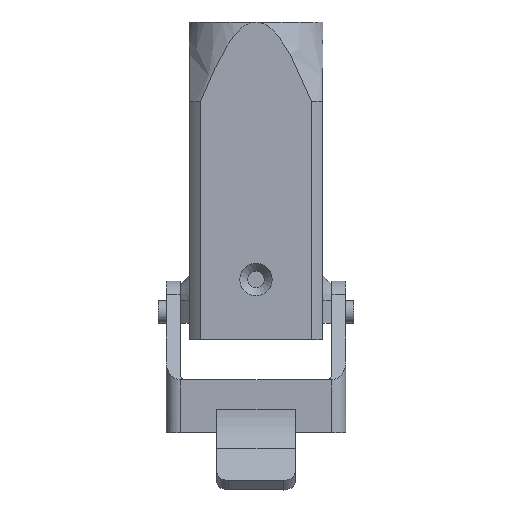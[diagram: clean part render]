
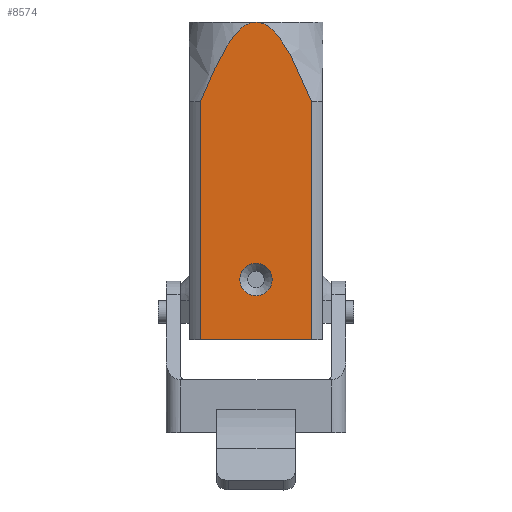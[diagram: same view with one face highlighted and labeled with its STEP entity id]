
A CAD part, left-side view. The second image highlights one B-rep face of the part: STEP entity #8574.
In plain terms, the highlighted planar face has unit normal (-1, 0, 0).
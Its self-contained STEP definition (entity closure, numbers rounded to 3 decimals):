
#1584=CARTESIAN_POINT('',(-12.,0.,57.0));
#1585=VERTEX_POINT('',#1584);
#1593=CARTESIAN_POINT('',(-12.,-9.968,42.7));
#1594=VERTEX_POINT('',#1593);
#1595=CARTESIAN_POINT('',(-12.,-23.741,-1.));
#1596=CARTESIAN_POINT('',(-12.,0.,83.164));
#1597=CARTESIAN_POINT('',(-12.,23.741,-1.));
#1605=(BOUNDED_CURVE()B_SPLINE_CURVE(2,(#1595,#1596,#1597),.UNSPECIFIED.,.F.,.U.)B_SPLINE_CURVE_WITH_KNOTS((3,3),(0.0,12.534),.UNSPECIFIED.)CURVE()GEOMETRIC_REPRESENTATION_ITEM()RATIONAL_B_SPLINE_CURVE((1.0,2.217,1.0))REPRESENTATION_ITEM(''));
#1606=EDGE_CURVE('',#1594,#1585,#1605,.T.);
#8478=CARTESIAN_POINT('',(-12.,0.,7.9));
#8479=VERTEX_POINT('',#8478);
#8480=CARTESIAN_POINT('',(-12.,0.,10.8));
#8481=DIRECTION('',(1.0,0.0,0.0));
#8482=DIRECTION('',(0.0,0.0,-1.0));
#8483=AXIS2_PLACEMENT_3D('',#8480,#8481,#8482);
#8484=CIRCLE('',#8483,2.9);
#8485=EDGE_CURVE('',#8479,#8479,#8484,.T.);
#8508=CARTESIAN_POINT('',(-12.,9.968,0.));
#8509=VERTEX_POINT('',#8508);
#8517=CARTESIAN_POINT('',(-12.,9.968,42.7));
#8518=VERTEX_POINT('',#8517);
#8519=CARTESIAN_POINT('',(-12.,9.968,42.7));
#8520=DIRECTION('',(0.0,0.0,-1.0));
#8521=VECTOR('',#8520,42.7);
#8522=LINE('',#8519,#8521);
#8523=EDGE_CURVE('',#8518,#8509,#8522,.T.);
#8535=CARTESIAN_POINT('',(-12.,-12.,57.0));
#8536=DIRECTION('',(-1.0,0.0,0.0));
#8537=DIRECTION('',(0.0,0.0,1.0));
#8538=AXIS2_PLACEMENT_3D('',#8535,#8536,#8537);
#8539=PLANE('',#8538);
#8540=CARTESIAN_POINT('',(-12.,-9.968,0.));
#8541=VERTEX_POINT('',#8540);
#8542=CARTESIAN_POINT('',(-12.,-9.968,0.));
#8543=DIRECTION('',(0.0,0.0,1.0));
#8544=VECTOR('',#8543,42.7);
#8545=LINE('',#8542,#8544);
#8546=EDGE_CURVE('',#8541,#1594,#8545,.T.);
#8547=ORIENTED_EDGE('',*,*,#8546,.T.);
#8548=ORIENTED_EDGE('',*,*,#1606,.T.);
#8549=CARTESIAN_POINT('',(-12.,-23.741,-1.));
#8550=CARTESIAN_POINT('',(-12.,0.,83.164));
#8551=CARTESIAN_POINT('',(-12.,23.741,-1.));
#8559=(BOUNDED_CURVE()B_SPLINE_CURVE(2,(#8549,#8550,#8551),.UNSPECIFIED.,.F.,.U.)B_SPLINE_CURVE_WITH_KNOTS((3,3),(0.0,12.534),.UNSPECIFIED.)CURVE()GEOMETRIC_REPRESENTATION_ITEM()RATIONAL_B_SPLINE_CURVE((1.0,2.217,1.0))REPRESENTATION_ITEM(''));
#8560=EDGE_CURVE('',#1585,#8518,#8559,.T.);
#8561=ORIENTED_EDGE('',*,*,#8560,.T.);
#8562=ORIENTED_EDGE('',*,*,#8523,.T.);
#8563=CARTESIAN_POINT('',(-12.,9.968,0.));
#8564=DIRECTION('',(0.0,-1.0,0.0));
#8565=VECTOR('',#8564,19.936);
#8566=LINE('',#8563,#8565);
#8567=EDGE_CURVE('',#8509,#8541,#8566,.T.);
#8568=ORIENTED_EDGE('',*,*,#8567,.T.);
#8569=EDGE_LOOP('',(#8547,#8548,#8561,#8562,#8568));
#8570=FACE_OUTER_BOUND('',#8569,.T.);
#8571=ORIENTED_EDGE('',*,*,#8485,.T.);
#8572=EDGE_LOOP('',(#8571));
#8573=FACE_BOUND('',#8572,.T.);
#8574=ADVANCED_FACE('',(#8570,#8573),#8539,.T.);
